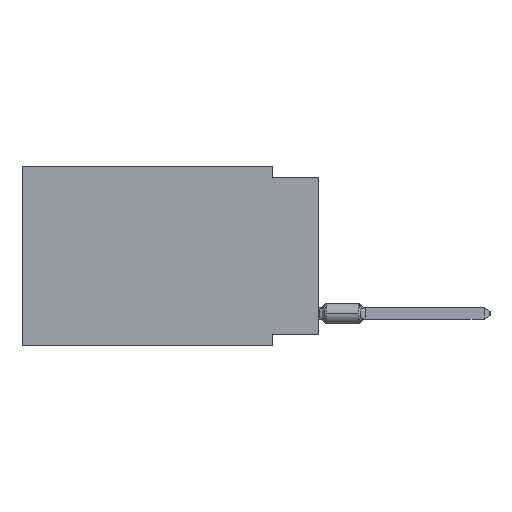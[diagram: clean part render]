
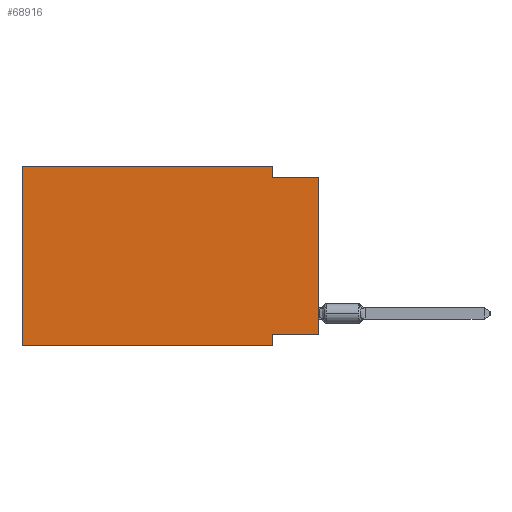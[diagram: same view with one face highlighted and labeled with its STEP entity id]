
A CAD part, left-side view. The second image highlights one B-rep face of the part: STEP entity #68916.
In plain terms, the highlighted planar face has unit normal (-1, 0, 0).
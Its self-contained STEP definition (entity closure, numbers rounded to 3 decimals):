
#1234 = EDGE_LOOP ( 'NONE', ( #18634, #72780, #64258, #69583, #9430, #33148, #32573, #67344 ) ) ;
#1259 = PLANE ( 'NONE',  #4906 ) ;
#1287 = VERTEX_POINT ( 'NONE', #51111 ) ;
#1497 = DIRECTION ( 'NONE',  ( 0., 1., 0. ) ) ;
#2111 = CARTESIAN_POINT ( 'NONE',  ( 0., 16.383, 0. ) ) ;
#2831 = VERTEX_POINT ( 'NONE', #58062 ) ;
#4293 = VECTOR ( 'NONE', #11745, 1000. ) ;
#4906 = AXIS2_PLACEMENT_3D ( 'NONE', #18255, #23784, #56993 ) ;
#5791 = DIRECTION ( 'NONE',  ( 0., 0., 1. ) ) ;
#7123 = EDGE_CURVE ( 'NONE', #26044, #38455, #12412, .T. ) ;
#7653 = DIRECTION ( 'NONE',  ( 0., -1., 0. ) ) ;
#8461 = EDGE_CURVE ( 'NONE', #15737, #30285, #52705, .T. ) ;
#9430 = ORIENTED_EDGE ( 'NONE', *, *, #57176, .F. ) ;
#10336 = VERTEX_POINT ( 'NONE', #22277 ) ;
#11058 = VECTOR ( 'NONE', #5791, 1000. ) ;
#11324 = DIRECTION ( 'NONE',  ( 0., -1., 0. ) ) ;
#11745 = DIRECTION ( 'NONE',  ( 0., 0., 1. ) ) ;
#12412 = LINE ( 'NONE', #17594, #58461 ) ;
#14820 = CARTESIAN_POINT ( 'NONE',  ( 0., 2.54, -0.635 ) ) ;
#15737 = VERTEX_POINT ( 'NONE', #52189 ) ;
#16059 = VECTOR ( 'NONE', #54150, 1000. ) ;
#17154 = VECTOR ( 'NONE', #69673, 1000. ) ;
#17594 = CARTESIAN_POINT ( 'NONE',  ( 0., 16.383, -9.906 ) ) ;
#18255 = CARTESIAN_POINT ( 'NONE',  ( 0., 16.383, 0. ) ) ;
#18634 = ORIENTED_EDGE ( 'NONE', *, *, #45585, .T. ) ;
#21429 = EDGE_CURVE ( 'NONE', #52499, #2831, #47476, .T. ) ;
#22277 = CARTESIAN_POINT ( 'NONE',  ( 0., 0., -9.271 ) ) ;
#23426 = FACE_OUTER_BOUND ( 'NONE', #1234, .T. ) ;
#23784 = DIRECTION ( 'NONE',  ( 1., 0., 0. ) ) ;
#26044 = VERTEX_POINT ( 'NONE', #39475 ) ;
#27626 = VECTOR ( 'NONE', #7653, 1000. ) ;
#29003 = LINE ( 'NONE', #39708, #47715 ) ;
#30285 = VERTEX_POINT ( 'NONE', #35666 ) ;
#32573 = ORIENTED_EDGE ( 'NONE', *, *, #46988, .F. ) ;
#33148 = ORIENTED_EDGE ( 'NONE', *, *, #7123, .T. ) ;
#35367 = CARTESIAN_POINT ( 'NONE',  ( 0., 0., 0. ) ) ;
#35666 = CARTESIAN_POINT ( 'NONE',  ( 0., 2.54, 0. ) ) ;
#36448 = LINE ( 'NONE', #42339, #16059 ) ;
#38455 = VERTEX_POINT ( 'NONE', #59222 ) ;
#39475 = CARTESIAN_POINT ( 'NONE',  ( 0., 16.383, -9.906 ) ) ;
#39708 = CARTESIAN_POINT ( 'NONE',  ( 0., 2.54, 0. ) ) ;
#40636 = LINE ( 'NONE', #52088, #49969 ) ;
#41229 = CARTESIAN_POINT ( 'NONE',  ( 0., 0., -0.635 ) ) ;
#42339 = CARTESIAN_POINT ( 'NONE',  ( 0., 2.54, -9.906 ) ) ;
#44791 = EDGE_CURVE ( 'NONE', #30285, #52499, #29003, .T. ) ;
#45585 = EDGE_CURVE ( 'NONE', #10336, #2831, #62335, .T. ) ;
#46988 = EDGE_CURVE ( 'NONE', #1287, #38455, #36448, .T. ) ;
#47476 = LINE ( 'NONE', #41229, #17154 ) ;
#47715 = VECTOR ( 'NONE', #68157, 1000. ) ;
#49969 = VECTOR ( 'NONE', #1497, 1000. ) ;
#50469 = LINE ( 'NONE', #67830, #11058 ) ;
#51111 = CARTESIAN_POINT ( 'NONE',  ( 0., 2.54, -9.271 ) ) ;
#52088 = CARTESIAN_POINT ( 'NONE',  ( 0., 0., -9.271 ) ) ;
#52189 = CARTESIAN_POINT ( 'NONE',  ( 0., 16.383, 0. ) ) ;
#52499 = VERTEX_POINT ( 'NONE', #14820 ) ;
#52705 = LINE ( 'NONE', #2111, #27626 ) ;
#54150 = DIRECTION ( 'NONE',  ( 0., 0., -1. ) ) ;
#56993 = DIRECTION ( 'NONE',  ( 0., 0., -1. ) ) ;
#57176 = EDGE_CURVE ( 'NONE', #26044, #15737, #50469, .T. ) ;
#58062 = CARTESIAN_POINT ( 'NONE',  ( 0., 0., -0.635 ) ) ;
#58461 = VECTOR ( 'NONE', #11324, 1000. ) ;
#59222 = CARTESIAN_POINT ( 'NONE',  ( 0., 2.54, -9.906 ) ) ;
#59711 = EDGE_CURVE ( 'NONE', #10336, #1287, #40636, .T. ) ;
#62335 = LINE ( 'NONE', #35367, #4293 ) ;
#64258 = ORIENTED_EDGE ( 'NONE', *, *, #44791, .F. ) ;
#67344 = ORIENTED_EDGE ( 'NONE', *, *, #59711, .F. ) ;
#67830 = CARTESIAN_POINT ( 'NONE',  ( 0., 16.383, 0. ) ) ;
#68157 = DIRECTION ( 'NONE',  ( 0., 0., -1. ) ) ;
#68916 = ADVANCED_FACE ( 'NONE', ( #23426 ), #1259, .F. ) ;
#69583 = ORIENTED_EDGE ( 'NONE', *, *, #8461, .F. ) ;
#69673 = DIRECTION ( 'NONE',  ( 0., -1., 0. ) ) ;
#72780 = ORIENTED_EDGE ( 'NONE', *, *, #21429, .F. ) ;
